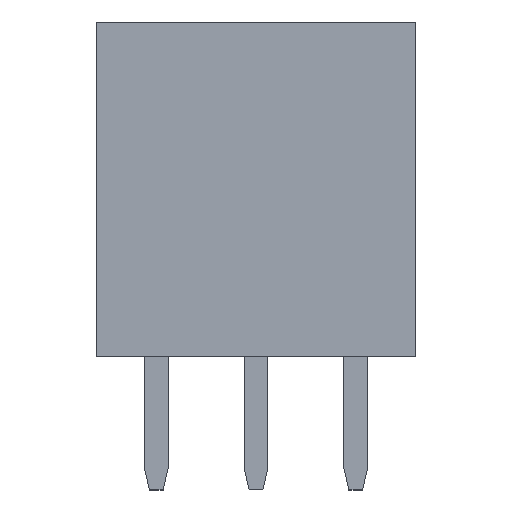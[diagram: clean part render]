
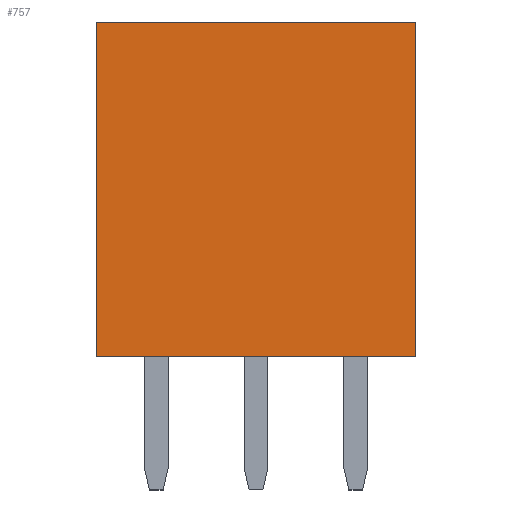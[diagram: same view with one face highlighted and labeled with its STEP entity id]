
A CAD part, top view. The second image highlights one B-rep face of the part: STEP entity #757.
In plain terms, the highlighted planar face has unit normal (0, 0, 1).
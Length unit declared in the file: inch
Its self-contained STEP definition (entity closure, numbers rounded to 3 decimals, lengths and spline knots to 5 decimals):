
#11 = ORIENTED_EDGE ( 'NONE', *, *, #1643, .F. ) ;
#81 = LINE ( 'NONE', #1697, #2985 ) ;
#151 = CARTESIAN_POINT ( 'NONE',  ( 0.16, 0.335, 0.1 ) ) ;
#183 = CARTESIAN_POINT ( 'NONE',  ( 0.16, 0., 0.1 ) ) ;
#268 = DIRECTION ( 'NONE',  ( -1., 0., 0. ) ) ;
#560 = DIRECTION ( 'NONE',  ( 0., 1., 0. ) ) ;
#590 = DIRECTION ( 'NONE',  ( 1., 0., 0. ) ) ;
#744 = EDGE_CURVE ( 'NONE', #2005, #1254, #81, .T. ) ;
#756 = CARTESIAN_POINT ( 'NONE',  ( 0.16, -0.37736, 0.1 ) ) ;
#757 = ADVANCED_FACE ( 'NONE', ( #2201 ), #2618, .T. ) ;
#848 = ORIENTED_EDGE ( 'NONE', *, *, #1466, .T. ) ;
#863 = CARTESIAN_POINT ( 'NONE',  ( -0.16, 0., 0.1 ) ) ;
#889 = EDGE_CURVE ( 'NONE', #1254, #1853, #913, .T. ) ;
#913 = LINE ( 'NONE', #1982, #1651 ) ;
#977 = EDGE_LOOP ( 'NONE', ( #848, #11, #1894, #2497 ) ) ;
#1028 = VECTOR ( 'NONE', #560, 39.37008 ) ;
#1209 = DIRECTION ( 'NONE',  ( 0., 0., 1. ) ) ;
#1211 = CARTESIAN_POINT ( 'NONE',  ( -0.16, 0.335, 0.1 ) ) ;
#1229 = DIRECTION ( 'NONE',  ( 1., 0., 0. ) ) ;
#1254 = VERTEX_POINT ( 'NONE', #863 ) ;
#1312 = CARTESIAN_POINT ( 'NONE',  ( 0.16, 0.335, 0.1 ) ) ;
#1390 = LINE ( 'NONE', #756, #1028 ) ;
#1466 = EDGE_CURVE ( 'NONE', #2005, #2877, #1390, .T. ) ;
#1643 = EDGE_CURVE ( 'NONE', #1853, #2877, #2312, .T. ) ;
#1651 = VECTOR ( 'NONE', #2695, 39.37008 ) ;
#1697 = CARTESIAN_POINT ( 'NONE',  ( -0.16, 0., 0.1 ) ) ;
#1704 = VECTOR ( 'NONE', #590, 39.37008 ) ;
#1853 = VERTEX_POINT ( 'NONE', #1211 ) ;
#1894 = ORIENTED_EDGE ( 'NONE', *, *, #889, .F. ) ;
#1921 = CARTESIAN_POINT ( 'NONE',  ( -0.16, -0.37736, 0.1 ) ) ;
#1949 = AXIS2_PLACEMENT_3D ( 'NONE', #1921, #1209, #1229 ) ;
#1982 = CARTESIAN_POINT ( 'NONE',  ( -0.16, -0.37736, 0.1 ) ) ;
#2005 = VERTEX_POINT ( 'NONE', #183 ) ;
#2201 = FACE_OUTER_BOUND ( 'NONE', #977, .T. ) ;
#2312 = LINE ( 'NONE', #151, #1704 ) ;
#2497 = ORIENTED_EDGE ( 'NONE', *, *, #744, .F. ) ;
#2618 = PLANE ( 'NONE',  #1949 ) ;
#2695 = DIRECTION ( 'NONE',  ( 0., 1., 0. ) ) ;
#2877 = VERTEX_POINT ( 'NONE', #1312 ) ;
#2985 = VECTOR ( 'NONE', #268, 39.37008 ) ;
